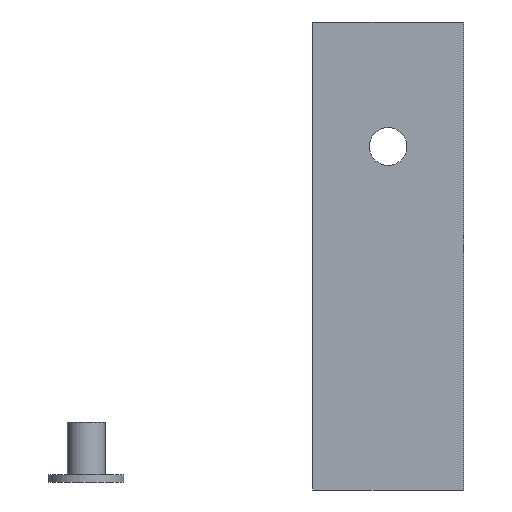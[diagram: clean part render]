
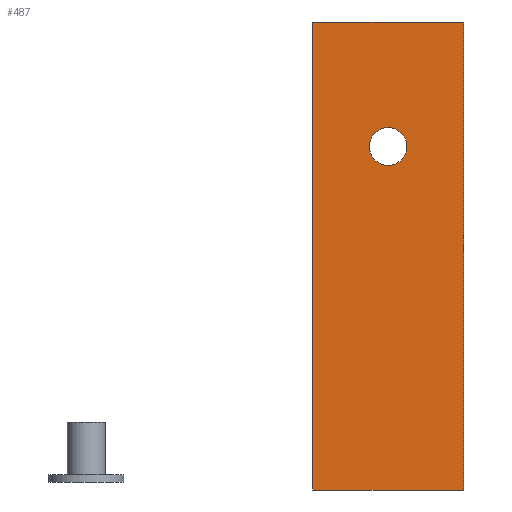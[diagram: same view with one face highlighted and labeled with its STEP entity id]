
A CAD part, front view. The second image highlights one B-rep face of the part: STEP entity #487.
In plain terms, the highlighted planar face has unit normal (0, -1, 0).
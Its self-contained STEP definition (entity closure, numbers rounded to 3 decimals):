
#25=FACE_BOUND('',#106,.T.);
#41=CIRCLE('',#544,2.5);
#73=FACE_OUTER_BOUND('',#105,.T.);
#105=EDGE_LOOP('',(#407,#408,#409,#410));
#106=EDGE_LOOP('',(#411));
#120=LINE('',#719,#166);
#154=LINE('',#819,#200);
#156=LINE('',#822,#202);
#157=LINE('',#823,#203);
#166=VECTOR('',#571,10.);
#200=VECTOR('',#665,10.);
#202=VECTOR('',#669,10.);
#203=VECTOR('',#670,10.);
#212=VERTEX_POINT('',#716);
#213=VERTEX_POINT('',#718);
#247=VERTEX_POINT('',#812);
#248=VERTEX_POINT('',#816);
#249=VERTEX_POINT('',#818);
#256=EDGE_CURVE('',#212,#213,#120,.T.);
#302=EDGE_CURVE('',#247,#247,#41,.T.);
#305=EDGE_CURVE('',#249,#248,#154,.T.);
#307=EDGE_CURVE('',#248,#213,#156,.T.);
#308=EDGE_CURVE('',#249,#212,#157,.T.);
#407=ORIENTED_EDGE('',*,*,#307,.T.);
#408=ORIENTED_EDGE('',*,*,#256,.F.);
#409=ORIENTED_EDGE('',*,*,#308,.F.);
#410=ORIENTED_EDGE('',*,*,#305,.T.);
#411=ORIENTED_EDGE('',*,*,#302,.T.);
#462=PLANE('',#546);
#487=ADVANCED_FACE('',(#73,#25),#462,.T.);
#544=AXIS2_PLACEMENT_3D('',#813,#659,#660);
#546=AXIS2_PLACEMENT_3D('',#821,#667,#668);
#571=DIRECTION('',(-1.,0.,0.));
#659=DIRECTION('center_axis',(0.,1.,0.));
#660=DIRECTION('ref_axis',(1.,0.,0.));
#665=DIRECTION('',(-1.,0.,0.));
#667=DIRECTION('center_axis',(0.,-1.,0.));
#668=DIRECTION('ref_axis',(1.,0.,0.));
#669=DIRECTION('',(0.,0.,-1.));
#670=DIRECTION('',(0.,0.,-1.));
#716=CARTESIAN_POINT('',(10.,-29.5,-2.));
#718=CARTESIAN_POINT('',(-10.,-29.5,-2.));
#719=CARTESIAN_POINT('',(-10.,-29.5,-2.));
#812=CARTESIAN_POINT('',(-2.5,-29.5,43.5));
#813=CARTESIAN_POINT('Origin',(0.,-29.5,43.5));
#816=CARTESIAN_POINT('',(-10.,-29.5,60.));
#818=CARTESIAN_POINT('',(10.,-29.5,60.));
#819=CARTESIAN_POINT('',(10.,-29.5,60.));
#821=CARTESIAN_POINT('Origin',(0.,-29.5,30.));
#822=CARTESIAN_POINT('',(-10.,-29.5,60.));
#823=CARTESIAN_POINT('',(10.,-29.5,0.));
